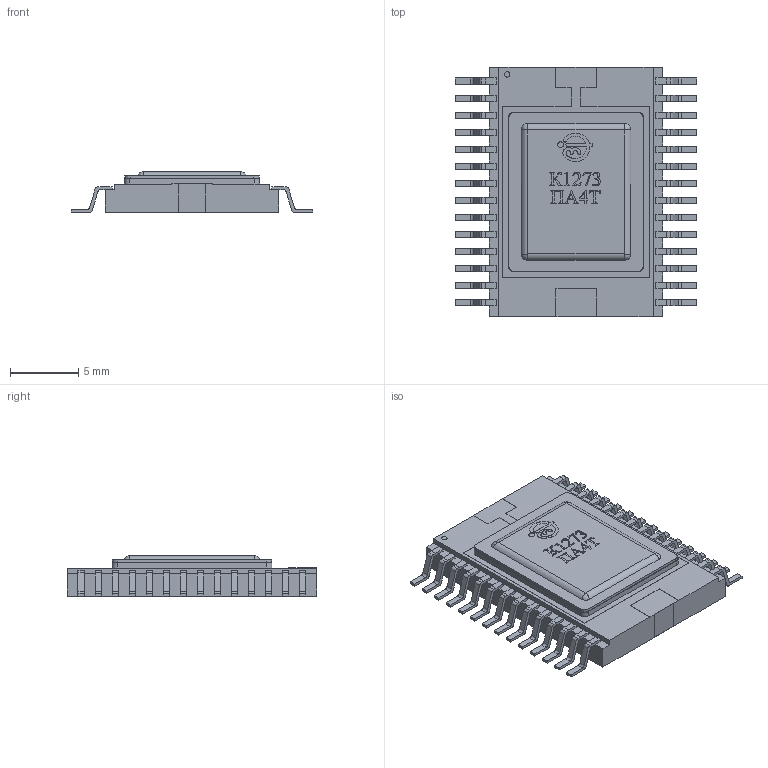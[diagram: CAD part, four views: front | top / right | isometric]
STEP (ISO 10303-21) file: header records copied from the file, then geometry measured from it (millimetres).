
FILE_DESCRIPTION(/* description */ ('Unknown'),/* implementation_level */ '2;1');
FILE_NAME(/* name */ '4119.28-1_К1273ПА4Т',/* time_stamp */ '2021-01-20T23:33:24+03:00',/* author */ ('Unknown'),/* organization */ ('Unknown'),/* preprocessor_version */ 'ST-DEVELOPER v16.7',/* originating_system */ 'Solid Edge',/* authorisation */ 'Unknown');
FILE_SCHEMA (('AUTOMOTIVE_DESIGN { 1 0 10303 214 3 1 1 }','AUTOMOTIVE_DESIGN {1 0 10303 214 3 1 1}'));
Length unit declared in the file: millimetre
Products named in the file (1): 4119.28-1_ﾊ1273ﾏﾀ4ﾒ
Bounding box: 17.7 x 18.25 x 2.99 mm (x, y, z)
Volume: 570.7 mm3; surface area: 770.3 mm2
Topology: 1 solids, 1 shells, 639 faces, 1801 edges, 1178 vertices
Faces by surface type: plane 457, cylinder 150, bspline 32
Full cylindrical faces by diameter (mm): 0.392 x1, 0.427 x1
Entity records: 26153 total; most frequent: CARTESIAN_POINT 5125, ORIENTED_EDGE 3590, DIRECTION 3235, EDGE_CURVE 1795, LINE 1435, VECTOR 1435, VERTEX_POINT 1178, AXIS2_PLACEMENT_3D 900
